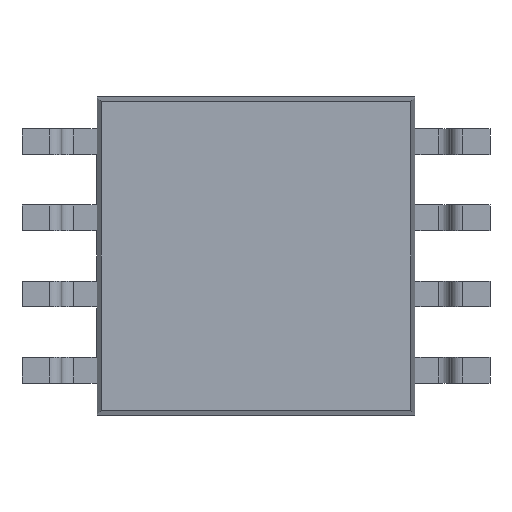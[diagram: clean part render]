
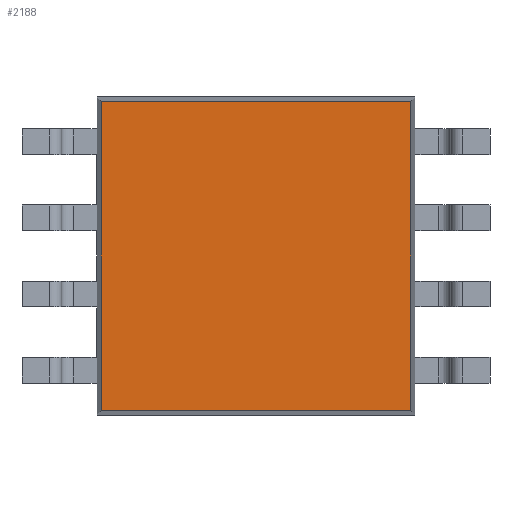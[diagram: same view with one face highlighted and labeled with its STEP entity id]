
A CAD part, left-side view. The second image highlights one B-rep face of the part: STEP entity #2188.
In plain terms, the highlighted planar face has unit normal (-1, 0, 0).
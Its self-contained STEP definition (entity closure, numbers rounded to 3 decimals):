
#101=DIRECTION('',(0.,0.,1.));
#102=VECTOR('',#101,5.138);
#103=CARTESIAN_POINT('',(-1.05,-2.577,-2.569));
#104=LINE('',#103,#102);
#325=DIRECTION('',(0.,-1.,0.));
#326=VECTOR('',#325,5.154);
#327=CARTESIAN_POINT('',(-1.05,2.577,-2.569));
#328=LINE('',#327,#326);
#329=DIRECTION('',(0.,0.,1.));
#330=VECTOR('',#329,5.138);
#331=CARTESIAN_POINT('',(-1.05,2.577,-2.569));
#332=LINE('',#331,#330);
#333=DIRECTION('',(0.,-1.,0.));
#334=VECTOR('',#333,5.154);
#335=CARTESIAN_POINT('',(-1.05,2.577,2.569));
#336=LINE('',#335,#334);
#1605=CARTESIAN_POINT('',(-1.05,2.577,-2.569));
#1606=VERTEX_POINT('',#1605);
#1607=CARTESIAN_POINT('',(-1.05,2.577,2.569));
#1608=VERTEX_POINT('',#1607);
#1609=CARTESIAN_POINT('',(-1.05,-2.577,-2.569));
#1610=VERTEX_POINT('',#1609);
#1611=CARTESIAN_POINT('',(-1.05,-2.577,2.569));
#1612=VERTEX_POINT('',#1611);
#2177=CARTESIAN_POINT('',(-1.05,2.577,-2.65));
#2178=DIRECTION('',(-1.,0.,0.));
#2179=DIRECTION('',(0.,-1.,0.));
#2180=AXIS2_PLACEMENT_3D('',#2177,#2178,#2179);
#2181=PLANE('',#2180);
#2182=ORIENTED_EDGE('',*,*,#2015,.F.);
#2183=ORIENTED_EDGE('',*,*,#2064,.T.);
#2184=ORIENTED_EDGE('',*,*,#2170,.T.);
#2185=ORIENTED_EDGE('',*,*,#1972,.F.);
#2186=EDGE_LOOP('',(#2182,#2183,#2184,#2185));
#2187=FACE_OUTER_BOUND('',#2186,.F.);
#1972=EDGE_CURVE('',#1610,#1612,#104,.T.);
#2015=EDGE_CURVE('',#1606,#1610,#328,.T.);
#2064=EDGE_CURVE('',#1606,#1608,#332,.T.);
#2170=EDGE_CURVE('',#1608,#1612,#336,.T.);
#2188=ADVANCED_FACE('',(#2187),#2181,.T.);
